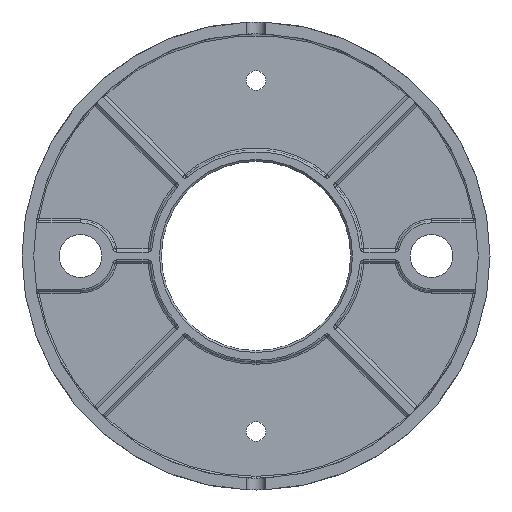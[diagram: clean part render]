
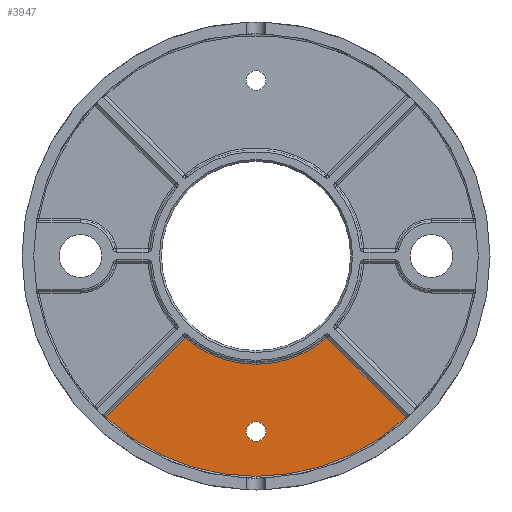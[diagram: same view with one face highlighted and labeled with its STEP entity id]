
A CAD part, front view. The second image highlights one B-rep face of the part: STEP entity #3947.
In plain terms, the highlighted planar face has unit normal (0, -1, 0).
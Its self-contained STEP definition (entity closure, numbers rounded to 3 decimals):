
#1 = DIRECTION ( 'NONE',  ( 0., 1., 0. ) ) ;
#139 = DIRECTION ( 'NONE',  ( 0., 1., 0. ) ) ;
#251 = AXIS2_PLACEMENT_3D ( 'NONE', #2304, #5219, #6702 ) ;
#319 = CARTESIAN_POINT ( 'NONE',  ( 0., 4., 0. ) ) ;
#579 = ORIENTED_EDGE ( 'NONE', *, *, #3885, .T. ) ;
#712 = ORIENTED_EDGE ( 'NONE', *, *, #749, .T. ) ;
#723 = CIRCLE ( 'NONE', #2120, 2.5 ) ;
#749 = EDGE_CURVE ( 'NONE', #6330, #4833, #8819, .T. ) ;
#950 = EDGE_CURVE ( 'NONE', #5485, #3611, #5913, .T. ) ;
#1248 = CARTESIAN_POINT ( 'NONE',  ( 0., 4., -47.5 ) ) ;
#1488 = AXIS2_PLACEMENT_3D ( 'NONE', #1594, #2504, #5415 ) ;
#1594 = CARTESIAN_POINT ( 'NONE',  ( 0., 4., 0. ) ) ;
#1864 = DIRECTION ( 'NONE',  ( -0.707, 0., -0.707 ) ) ;
#2050 = LINE ( 'NONE', #6263, #8846 ) ;
#2120 = AXIS2_PLACEMENT_3D ( 'NONE', #7997, #1, #4934 ) ;
#2304 = CARTESIAN_POINT ( 'NONE',  ( 0., 4., 0. ) ) ;
#2393 = VERTEX_POINT ( 'NONE', #7260 ) ;
#2477 = CIRCLE ( 'NONE', #5229, 56.5 ) ;
#2481 = DIRECTION ( 'NONE',  ( 0., 0., -1. ) ) ;
#2504 = DIRECTION ( 'NONE',  ( 0., 1., 0. ) ) ;
#2576 = CIRCLE ( 'NONE', #7918, 27.75 ) ;
#2597 = DIRECTION ( 'NONE',  ( 0., 0., -1. ) ) ;
#2622 = EDGE_LOOP ( 'NONE', ( #579, #8655, #3960, #6880, #4432, #5727 ) ) ;
#2672 = DIRECTION ( 'NONE',  ( -0.707, 0., 0.707 ) ) ;
#2996 = EDGE_CURVE ( 'NONE', #6409, #5485, #3214, .T. ) ;
#3110 = CARTESIAN_POINT ( 'NONE',  ( 38.512, 4., -41.341 ) ) ;
#3124 = EDGE_CURVE ( 'NONE', #8748, #4677, #2050, .T. ) ;
#3214 = LINE ( 'NONE', #5450, #8538 ) ;
#3611 = VERTEX_POINT ( 'NONE', #3902 ) ;
#3885 = EDGE_CURVE ( 'NONE', #4677, #2393, #8357, .T. ) ;
#3902 = CARTESIAN_POINT ( 'NONE',  ( 0., 4., -56.5 ) ) ;
#3947 = ADVANCED_FACE ( 'NONE', ( #5564, #6323 ), #7043, .T. ) ;
#3960 = ORIENTED_EDGE ( 'NONE', *, *, #2996, .T. ) ;
#3968 = DIRECTION ( 'NONE',  ( 0., -1., 0. ) ) ;
#4432 = ORIENTED_EDGE ( 'NONE', *, *, #5431, .T. ) ;
#4465 = DIRECTION ( 'NONE',  ( 0., 0., -1. ) ) ;
#4533 = AXIS2_PLACEMENT_3D ( 'NONE', #5217, #139, #8660 ) ;
#4555 = EDGE_CURVE ( 'NONE', #2393, #6409, #2576, .T. ) ;
#4639 = CARTESIAN_POINT ( 'NONE',  ( 0., 4., -42.5 ) ) ;
#4677 = VERTEX_POINT ( 'NONE', #6996 ) ;
#4813 = EDGE_CURVE ( 'NONE', #4833, #6330, #723, .T. ) ;
#4833 = VERTEX_POINT ( 'NONE', #1248 ) ;
#4934 = DIRECTION ( 'NONE',  ( 0., 0., 1. ) ) ;
#5217 = CARTESIAN_POINT ( 'NONE',  ( 0., 4., -45. ) ) ;
#5219 = DIRECTION ( 'NONE',  ( 0., -1., 0. ) ) ;
#5229 = AXIS2_PLACEMENT_3D ( 'NONE', #319, #3968, #2481 ) ;
#5415 = DIRECTION ( 'NONE',  ( 0., 0., -1. ) ) ;
#5431 = EDGE_CURVE ( 'NONE', #3611, #8748, #2477, .T. ) ;
#5450 = CARTESIAN_POINT ( 'NONE',  ( 29.914, 4., 27.086 ) ) ;
#5485 = VERTEX_POINT ( 'NONE', #7644 ) ;
#5564 = FACE_OUTER_BOUND ( 'NONE', #2622, .T. ) ;
#5727 = ORIENTED_EDGE ( 'NONE', *, *, #3124, .T. ) ;
#5913 = CIRCLE ( 'NONE', #251, 56.5 ) ;
#6236 = ORIENTED_EDGE ( 'NONE', *, *, #4813, .T. ) ;
#6263 = CARTESIAN_POINT ( 'NONE',  ( 27.086, 4., -29.914 ) ) ;
#6323 = FACE_BOUND ( 'NONE', #8760, .T. ) ;
#6330 = VERTEX_POINT ( 'NONE', #4639 ) ;
#6409 = VERTEX_POINT ( 'NONE', #7879 ) ;
#6697 = AXIS2_PLACEMENT_3D ( 'NONE', #8572, #9236, #2597 ) ;
#6702 = DIRECTION ( 'NONE',  ( 0., 0., -1. ) ) ;
#6880 = ORIENTED_EDGE ( 'NONE', *, *, #950, .T. ) ;
#6996 = CARTESIAN_POINT ( 'NONE',  ( 18.157, 4., -20.985 ) ) ;
#7043 = PLANE ( 'NONE',  #6697 ) ;
#7260 = CARTESIAN_POINT ( 'NONE',  ( 0., 4., -27.75 ) ) ;
#7644 = CARTESIAN_POINT ( 'NONE',  ( -38.512, 4., -41.341 ) ) ;
#7879 = CARTESIAN_POINT ( 'NONE',  ( -18.157, 4., -20.985 ) ) ;
#7918 = AXIS2_PLACEMENT_3D ( 'NONE', #8195, #8829, #4465 ) ;
#7997 = CARTESIAN_POINT ( 'NONE',  ( 0., 4., -45. ) ) ;
#8195 = CARTESIAN_POINT ( 'NONE',  ( 0., 4., 0. ) ) ;
#8357 = CIRCLE ( 'NONE', #1488, 27.75 ) ;
#8538 = VECTOR ( 'NONE', #1864, 1000. ) ;
#8572 = CARTESIAN_POINT ( 'NONE',  ( 57., 4., 0. ) ) ;
#8655 = ORIENTED_EDGE ( 'NONE', *, *, #4555, .T. ) ;
#8660 = DIRECTION ( 'NONE',  ( 0., 0., 1. ) ) ;
#8748 = VERTEX_POINT ( 'NONE', #3110 ) ;
#8760 = EDGE_LOOP ( 'NONE', ( #6236, #712 ) ) ;
#8819 = CIRCLE ( 'NONE', #4533, 2.5 ) ;
#8829 = DIRECTION ( 'NONE',  ( 0., 1., 0. ) ) ;
#8846 = VECTOR ( 'NONE', #2672, 1000. ) ;
#9236 = DIRECTION ( 'NONE',  ( 0., -1., 0. ) ) ;
